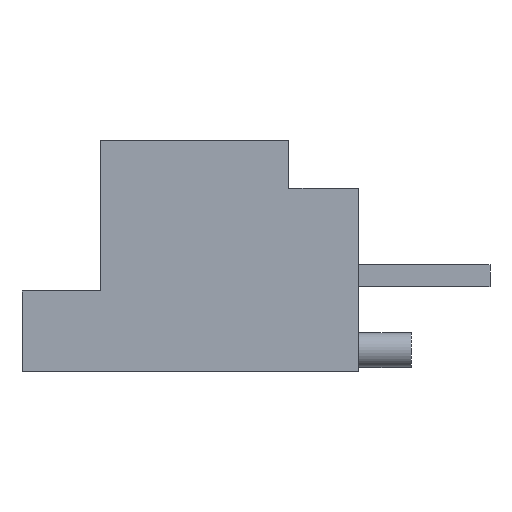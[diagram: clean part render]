
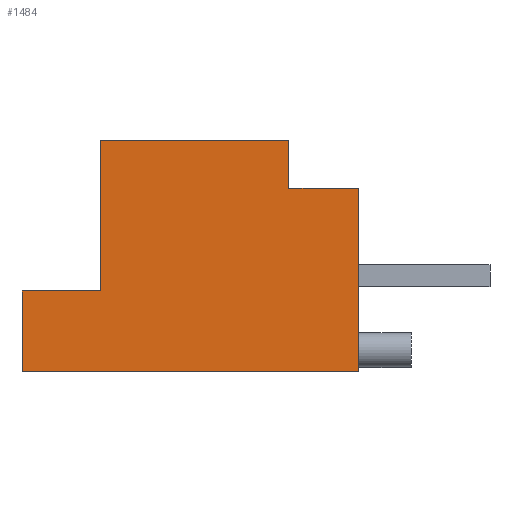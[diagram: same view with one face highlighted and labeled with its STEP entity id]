
A CAD part, left-side view. The second image highlights one B-rep face of the part: STEP entity #1484.
In plain terms, the highlighted planar face has unit normal (-1, 0, 0).
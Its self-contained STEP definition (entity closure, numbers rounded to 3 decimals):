
#1439=AXIS2_PLACEMENT_3D('Plane Axis2P3D',#1436,#1437,#1438) ;
#1069=CARTESIAN_POINT('Vertex',(-7.,2.05,-0.35)) ;
#1072=CARTESIAN_POINT('Line Origine',(-7.,2.05,1.375)) ;
#1076=CARTESIAN_POINT('Vertex',(-7.,2.05,3.1)) ;
#1297=CARTESIAN_POINT('Vertex',(-7.,3.85,-2.2)) ;
#1300=CARTESIAN_POINT('Line Origine',(-7.,3.85,-1.275)) ;
#1304=CARTESIAN_POINT('Vertex',(-7.,3.85,-0.35)) ;
#1357=CARTESIAN_POINT('Line Origine',(-7.,2.95,-0.35)) ;
#1436=CARTESIAN_POINT('Axis2P3D Location',(-7.,-3.85,3.1)) ;
#1441=CARTESIAN_POINT('Line Origine',(-7.,-3.85,-0.1)) ;
#1445=CARTESIAN_POINT('Vertex',(-7.,-3.85,2.)) ;
#1447=CARTESIAN_POINT('Vertex',(-7.,-3.85,-2.2)) ;
#1450=CARTESIAN_POINT('Line Origine',(-7.,-3.05,2.)) ;
#1454=CARTESIAN_POINT('Vertex',(-7.,-2.25,2.)) ;
#1457=CARTESIAN_POINT('Line Origine',(-7.,-2.25,2.55)) ;
#1461=CARTESIAN_POINT('Vertex',(-7.,-2.25,3.1)) ;
#1464=CARTESIAN_POINT('Line Origine',(-7.,-0.1,3.1)) ;
#1469=CARTESIAN_POINT('Line Origine',(-7.,0.,-2.2)) ;
#1073=DIRECTION('Vector Direction',(0.,0.,1.)) ;
#1301=DIRECTION('Vector Direction',(0.,0.,-1.)) ;
#1358=DIRECTION('Vector Direction',(0.,-1.,0.)) ;
#1437=DIRECTION('Axis2P3D Direction',(1.,0.,0.)) ;
#1438=DIRECTION('Axis2P3D XDirection',(0.,0.,-1.)) ;
#1442=DIRECTION('Vector Direction',(0.,0.,-1.)) ;
#1451=DIRECTION('Vector Direction',(0.,-1.,0.)) ;
#1458=DIRECTION('Vector Direction',(0.,0.,-1.)) ;
#1465=DIRECTION('Vector Direction',(0.,-1.,0.)) ;
#1470=DIRECTION('Vector Direction',(0.,-1.,0.)) ;
#1074=VECTOR('Line Direction',#1073,1.) ;
#1302=VECTOR('Line Direction',#1301,1.) ;
#1359=VECTOR('Line Direction',#1358,1.) ;
#1443=VECTOR('Line Direction',#1442,1.) ;
#1452=VECTOR('Line Direction',#1451,1.) ;
#1459=VECTOR('Line Direction',#1458,1.) ;
#1466=VECTOR('Line Direction',#1465,1.) ;
#1471=VECTOR('Line Direction',#1470,1.) ;
#1475=ORIENTED_EDGE('',*,*,#1449,.F.) ;
#1476=ORIENTED_EDGE('',*,*,#1456,.F.) ;
#1477=ORIENTED_EDGE('',*,*,#1463,.F.) ;
#1478=ORIENTED_EDGE('',*,*,#1468,.F.) ;
#1479=ORIENTED_EDGE('',*,*,#1078,.F.) ;
#1480=ORIENTED_EDGE('',*,*,#1361,.F.) ;
#1481=ORIENTED_EDGE('',*,*,#1306,.T.) ;
#1482=ORIENTED_EDGE('',*,*,#1473,.T.) ;
#1484=ADVANCED_FACE('',(#1483),#1440,.F.) ;
#1078=EDGE_CURVE('',#1070,#1077,#1075,.T.) ;
#1306=EDGE_CURVE('',#1305,#1298,#1303,.T.) ;
#1361=EDGE_CURVE('',#1305,#1070,#1360,.T.) ;
#1449=EDGE_CURVE('',#1446,#1448,#1444,.T.) ;
#1456=EDGE_CURVE('',#1455,#1446,#1453,.T.) ;
#1463=EDGE_CURVE('',#1462,#1455,#1460,.T.) ;
#1468=EDGE_CURVE('',#1077,#1462,#1467,.T.) ;
#1473=EDGE_CURVE('',#1298,#1448,#1472,.T.) ;
#1474=EDGE_LOOP('',(#1475,#1476,#1477,#1478,#1479,#1480,#1481,#1482)) ;
#1483=FACE_OUTER_BOUND('',#1474,.T.) ;
#1075=LINE('Line',#1072,#1074) ;
#1303=LINE('Line',#1300,#1302) ;
#1360=LINE('Line',#1357,#1359) ;
#1444=LINE('Line',#1441,#1443) ;
#1453=LINE('Line',#1450,#1452) ;
#1460=LINE('Line',#1457,#1459) ;
#1467=LINE('Line',#1464,#1466) ;
#1472=LINE('Line',#1469,#1471) ;
#1440=PLANE('Plane',#1439) ;
#1070=VERTEX_POINT('',#1069) ;
#1077=VERTEX_POINT('',#1076) ;
#1298=VERTEX_POINT('',#1297) ;
#1305=VERTEX_POINT('',#1304) ;
#1446=VERTEX_POINT('',#1445) ;
#1448=VERTEX_POINT('',#1447) ;
#1455=VERTEX_POINT('',#1454) ;
#1462=VERTEX_POINT('',#1461) ;
